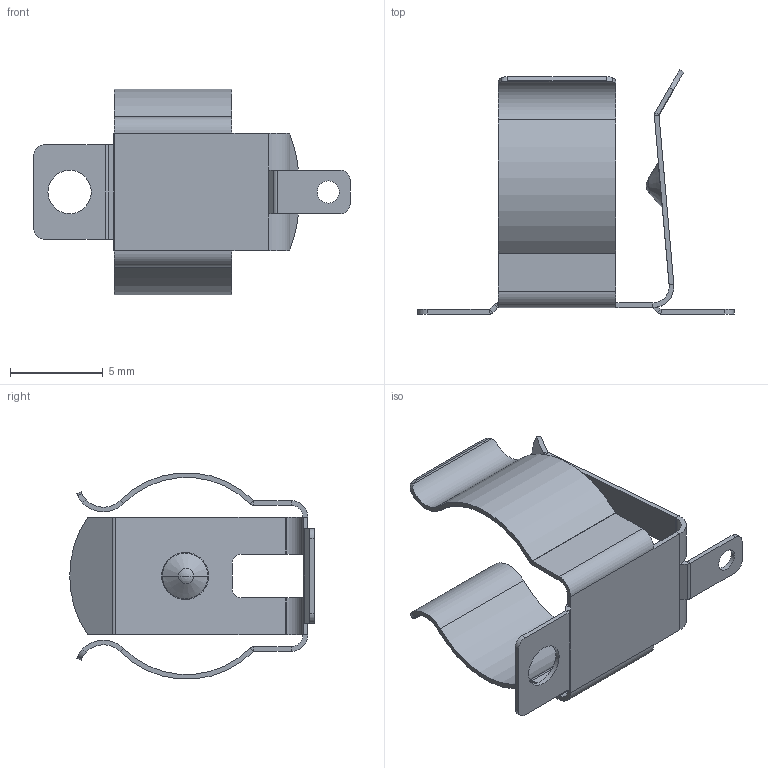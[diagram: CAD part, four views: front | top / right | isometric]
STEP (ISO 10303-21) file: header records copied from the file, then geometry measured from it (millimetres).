
FILE_DESCRIPTION (( 'STEP AP214' ), '1' );
FILE_NAME ('keystone_55_batteryclip_aaa.STEP', '2020-07-13T15:06:51', ( '' ), ( '' ), 'SwSTEP 2.0', 'SolidWorks 2018', '' );
FILE_SCHEMA (( 'AUTOMOTIVE_DESIGN' ));
Length unit declared in the file: inch
Products named in the file (1): keystone_55_batteryclip_aaa
Bounding box: 17.04 x 13.18 x 11.1 mm (x, y, z)
Volume: 84.2 mm3; surface area: 701.8 mm2
Topology: 1 solids, 1 shells, 152 faces, 336 edges, 182 vertices
Faces by surface type: plane 91, cylinder 45, cone 4, sphere 4, torus 4, bspline 4
Entity records: 4162 total; most frequent: CARTESIAN_POINT 795, DIRECTION 732, ORIENTED_EDGE 660, EDGE_CURVE 330, AXIS2_PLACEMENT_3D 261, VECTOR 210, LINE 210, VERTEX_POINT 180
